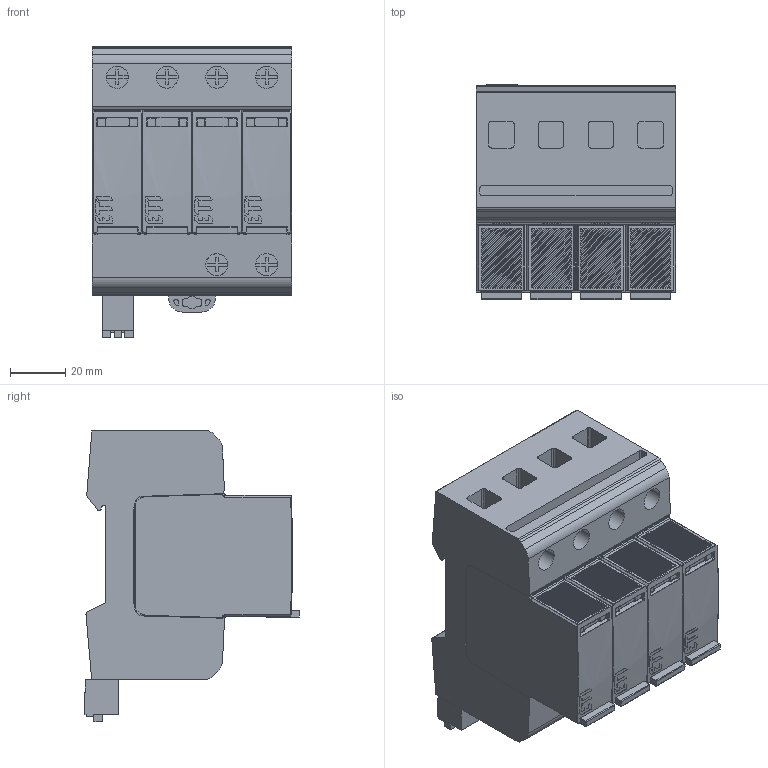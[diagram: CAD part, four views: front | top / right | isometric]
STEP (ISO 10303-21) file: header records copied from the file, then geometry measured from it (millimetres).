
FILE_DESCRIPTION((''),'2;1');
FILE_NAME('CUT_ASM','2021-10-25T',('marketing.praksa'),('Audax d.o.o.'),'CREO PARAMETRIC BY PTC INC, 2017480','CREO PARAMETRIC BY PTC INC, 2017480','');
FILE_SCHEMA(('AUTOMOTIVE_DESIGN { 1 0 10303 214 1 1 1 1 }'));
Length unit declared in the file: millimetre
Products named in the file (21): PRT0017; PRT0017_1_2; PRT0017_1_1; RC_WHH; SCREW; PRT0020; PRT0021; PRT0022; VIJA_ASM; SCREW_1; PRT0020_1; 4XSCR_ASM; IZ59_A569_MOD_ETITEC_ML_T123__1; PRT0018_1; PRT0019_1_1; PRT0019_1_2; PRT0019_1_3; PRT0019_1_ASM; PRT9567; ETITEC_ML_MODU_ASM_1_ASM; CUT_ASM
Assembly tree (23 placements, depth 4):
  CUT_ASM
    PRT0017
    PRT0017_1_2
    PRT0017_1_1
    RC_WHH
    VIJA_ASM
      SCREW
      PRT0020
      PRT0021
      PRT0022
    4XSCR_ASM
      SCREW_1
      PRT0020_1
    ETITEC_ML_MODU_ASM_1_ASM  x4
      IZ59_A569_MOD_ETITEC_ML_T123__1
      PRT0018_1
      PRT0019_1_ASM
        PRT0019_1_1
        PRT0019_1_2
        PRT0019_1_3
      PRT9567
Bounding box: 72 x 77.85 x 105.62 mm (x, y, z)
Volume: 363065.3 mm3; surface area: 90918.1 mm2
Topology: 36 solids, 44 shells, 2638 faces, 7362 edges, 4969 vertices
Faces by surface type: plane 1334, cylinder 1002, bspline 100, torus 88, sphere 68, extrusion 30, cone 16
Entity records: 44714 total; most frequent: CARTESIAN_POINT 8879, ORIENTED_EDGE 5180, DIRECTION 5042, EDGE_CURVE 2590, PRESENTATION_STYLE_ASSIGNMENT 2163, STYLED_ITEM 2163, VERTEX_POINT 1771, AXIS2_PLACEMENT_3D 1761
